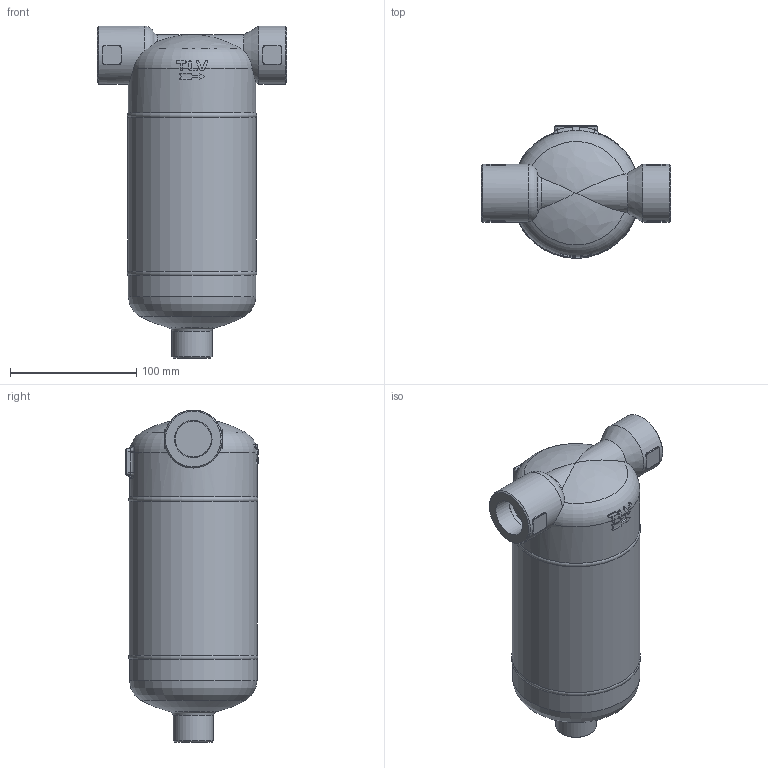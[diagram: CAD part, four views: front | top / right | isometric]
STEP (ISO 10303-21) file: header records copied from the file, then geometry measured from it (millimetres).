
FILE_DESCRIPTION((''),'2;1');
FILE_NAME('dc700-025-screw-00.stp','2009-11-24T16:35:58',('nakaot'),(''),'Autodesk Inventor 2008','Autodesk Inventor 2008','');
FILE_SCHEMA(('AUTOMOTIVE_DESIGN { 1 0 10303 214 1 1 1 1 }'));
Length unit declared in the file: millimetre
Products named in the file (1): dc700-025-screw-00
Bounding box: 150 x 105 x 263 mm (x, y, z)
Volume: 1845481.1 mm3; surface area: 97889.1 mm2
Topology: 1 solids, 1 shells, 213 faces, 533 edges, 316 vertices
Faces by surface type: cylinder 73, bspline 60, plane 49, torus 26, cone 4, sphere 1
Full cylindrical faces by diameter (mm): 32 x1, 46 x2, 101 x2, 101.6 x1
Entity records: 8856 total; most frequent: CARTESIAN_POINT 4227, ORIENTED_EDGE 972, DIRECTION 914, EDGE_CURVE 486, AXIS2_PLACEMENT_3D 380, VERTEX_POINT 307, EDGE_LOOP 245, FACE_OUTER_BOUND 213
